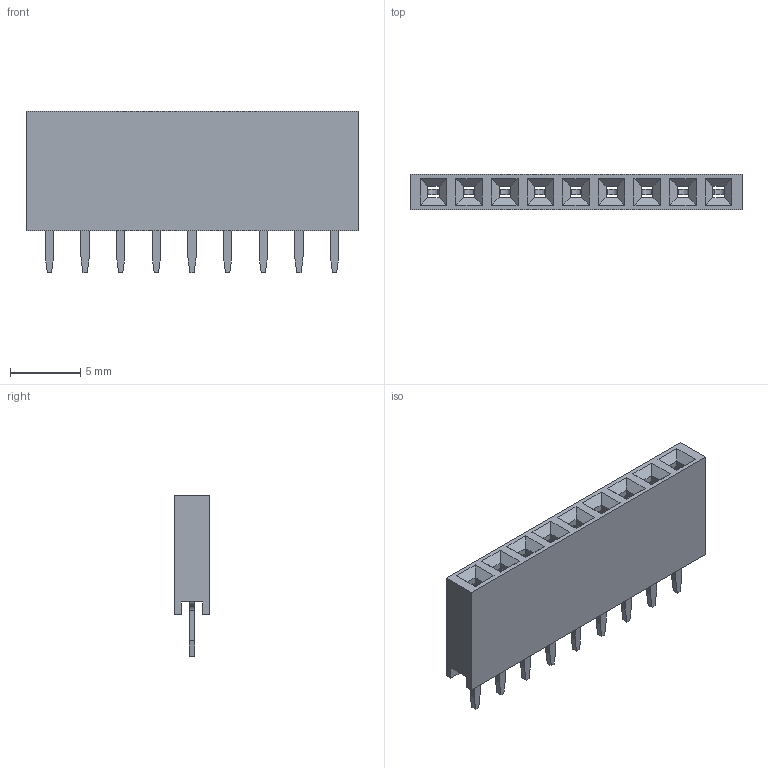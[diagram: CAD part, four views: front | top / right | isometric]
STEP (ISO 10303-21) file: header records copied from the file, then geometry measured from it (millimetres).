
FILE_DESCRIPTION(('STEP AP214'), '1');
FILE_NAME('DS1023-1x5SF11', '2017-07-15T12:29:07', ('Nobody'), (''), 'ASCON STEP Converter 1.3', 'ASCON Math Kernel', '');
FILE_SCHEMA(('AUTOMOTIVE_DESIGN { 1 0 10303 214 3 1 1}'));
Length unit declared in the file: millimetre
Assembly tree (10 placements, depth 2):
  (unnamed)
    (unnamed)
    (unnamed)  x9
Bounding box: 23.66 x 2.54 x 11.5 mm (x, y, z)
Volume: 382.8 mm3; surface area: 1326.5 mm2
Topology: 10 solids, 10 shells, 433 faces, 1230 edges, 808 vertices
Faces by surface type: plane 334, cylinder 99
Entity records: 8774 total; most frequent: CARTESIAN_POINT 1218, ORIENTED_EDGE 1212, DIRECTION 1068, EDGE_CURVE 606, LINE 584, VECTOR 584, VERTEX_POINT 392, AXIS2_PLACEMENT_3D 242
